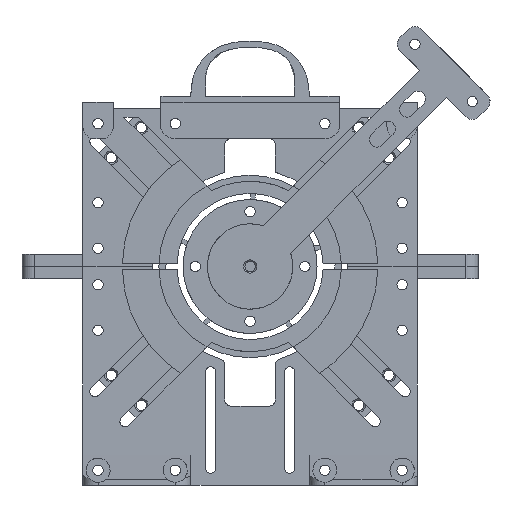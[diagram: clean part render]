
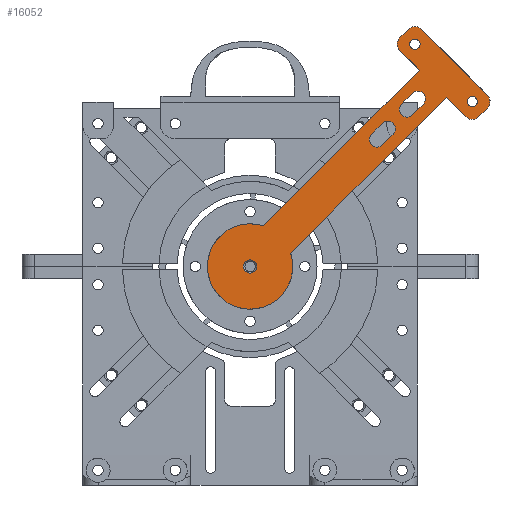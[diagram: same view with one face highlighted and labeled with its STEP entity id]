
A CAD part, front view. The second image highlights one B-rep face of the part: STEP entity #16052.
In plain terms, the highlighted planar face has unit normal (0, -1, 0).
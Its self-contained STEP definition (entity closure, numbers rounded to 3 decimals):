
#515=FACE_BOUND('',#2241,.T.);
#516=FACE_BOUND('',#2242,.T.);
#517=FACE_BOUND('',#2243,.T.);
#518=FACE_BOUND('',#2244,.T.);
#519=FACE_BOUND('',#2245,.T.);
#821=PLANE('',#17486);
#1287=FACE_OUTER_BOUND('',#2240,.T.);
#2240=EDGE_LOOP('',(#11373,#11374,#11375,#11376,#11377,#11378,#11379,#11380,
#11381,#11382,#11383,#11384,#11385));
#2241=EDGE_LOOP('',(#11386,#11387,#11388,#11389));
#2242=EDGE_LOOP('',(#11390,#11391,#11392,#11393));
#2243=EDGE_LOOP('',(#11394));
#2244=EDGE_LOOP('',(#11395));
#2245=EDGE_LOOP('',(#11396));
#3459=LINE('',#24785,#4844);
#3462=LINE('',#24791,#4847);
#3463=LINE('',#24795,#4848);
#3464=LINE('',#24799,#4849);
#3465=LINE('',#24803,#4850);
#3466=LINE('',#24805,#4851);
#3467=LINE('',#24810,#4852);
#3468=LINE('',#24815,#4853);
#3469=LINE('',#24818,#4854);
#3470=LINE('',#24823,#4855);
#3471=LINE('',#24826,#4856);
#4844=VECTOR('',#19720,10.);
#4847=VECTOR('',#19725,10.);
#4848=VECTOR('',#19728,10.);
#4849=VECTOR('',#19731,10.);
#4850=VECTOR('',#19734,10.);
#4851=VECTOR('',#19735,10.);
#4852=VECTOR('',#19740,10.);
#4853=VECTOR('',#19743,10.);
#4854=VECTOR('',#19746,10.);
#4855=VECTOR('',#19749,10.);
#4856=VECTOR('',#19752,10.);
#6185=CIRCLE('',#17484,3.);
#6186=CIRCLE('',#17487,3.);
#6187=CIRCLE('',#17488,3.);
#6188=CIRCLE('',#17489,3.);
#6189=CIRCLE('',#17490,14.025);
#6190=CIRCLE('',#17491,14.025);
#6191=CIRCLE('',#17492,2.5);
#6192=CIRCLE('',#17493,2.5);
#6193=CIRCLE('',#17494,2.5);
#6194=CIRCLE('',#17495,2.5);
#6195=CIRCLE('',#17496,1.7);
#6196=CIRCLE('',#17497,1.7);
#6197=CIRCLE('',#17498,2.2);
#7130=VERTEX_POINT('',#24778);
#7131=VERTEX_POINT('',#24780);
#7132=VERTEX_POINT('',#24784);
#7134=VERTEX_POINT('',#24790);
#7135=VERTEX_POINT('',#24792);
#7136=VERTEX_POINT('',#24794);
#7137=VERTEX_POINT('',#24796);
#7138=VERTEX_POINT('',#24798);
#7139=VERTEX_POINT('',#24800);
#7140=VERTEX_POINT('',#24802);
#7141=VERTEX_POINT('',#24804);
#7142=VERTEX_POINT('',#24806);
#7143=VERTEX_POINT('',#24808);
#7144=VERTEX_POINT('',#24811);
#7145=VERTEX_POINT('',#24812);
#7146=VERTEX_POINT('',#24814);
#7147=VERTEX_POINT('',#24816);
#7148=VERTEX_POINT('',#24819);
#7149=VERTEX_POINT('',#24820);
#7150=VERTEX_POINT('',#24822);
#7151=VERTEX_POINT('',#24824);
#7152=VERTEX_POINT('',#24827);
#7153=VERTEX_POINT('',#24829);
#7154=VERTEX_POINT('',#24831);
#8757=EDGE_CURVE('',#7130,#7131,#6185,.T.);
#8759=EDGE_CURVE('',#7131,#7132,#3459,.T.);
#8762=EDGE_CURVE('',#7134,#7130,#3462,.T.);
#8763=EDGE_CURVE('',#7135,#7134,#6186,.T.);
#8764=EDGE_CURVE('',#7135,#7136,#3463,.T.);
#8765=EDGE_CURVE('',#7137,#7136,#6187,.T.);
#8766=EDGE_CURVE('',#7137,#7138,#3464,.T.);
#8767=EDGE_CURVE('',#7139,#7138,#6188,.T.);
#8768=EDGE_CURVE('',#7139,#7140,#3465,.T.);
#8769=EDGE_CURVE('',#7140,#7141,#3466,.T.);
#8770=EDGE_CURVE('',#7141,#7142,#6189,.T.);
#8771=EDGE_CURVE('',#7142,#7143,#6190,.T.);
#8772=EDGE_CURVE('',#7143,#7132,#3467,.T.);
#8773=EDGE_CURVE('',#7144,#7145,#6191,.T.);
#8774=EDGE_CURVE('',#7145,#7146,#3468,.T.);
#8775=EDGE_CURVE('',#7146,#7147,#6192,.T.);
#8776=EDGE_CURVE('',#7147,#7144,#3469,.T.);
#8777=EDGE_CURVE('',#7148,#7149,#6193,.T.);
#8778=EDGE_CURVE('',#7149,#7150,#3470,.T.);
#8779=EDGE_CURVE('',#7150,#7151,#6194,.T.);
#8780=EDGE_CURVE('',#7151,#7148,#3471,.T.);
#8781=EDGE_CURVE('',#7152,#7152,#6195,.T.);
#8782=EDGE_CURVE('',#7153,#7153,#6196,.T.);
#8783=EDGE_CURVE('',#7154,#7154,#6197,.T.);
#11373=ORIENTED_EDGE('',*,*,#8757,.F.);
#11374=ORIENTED_EDGE('',*,*,#8762,.F.);
#11375=ORIENTED_EDGE('',*,*,#8763,.F.);
#11376=ORIENTED_EDGE('',*,*,#8764,.T.);
#11377=ORIENTED_EDGE('',*,*,#8765,.F.);
#11378=ORIENTED_EDGE('',*,*,#8766,.T.);
#11379=ORIENTED_EDGE('',*,*,#8767,.F.);
#11380=ORIENTED_EDGE('',*,*,#8768,.T.);
#11381=ORIENTED_EDGE('',*,*,#8769,.T.);
#11382=ORIENTED_EDGE('',*,*,#8770,.T.);
#11383=ORIENTED_EDGE('',*,*,#8771,.T.);
#11384=ORIENTED_EDGE('',*,*,#8772,.T.);
#11385=ORIENTED_EDGE('',*,*,#8759,.F.);
#11386=ORIENTED_EDGE('',*,*,#8773,.T.);
#11387=ORIENTED_EDGE('',*,*,#8774,.T.);
#11388=ORIENTED_EDGE('',*,*,#8775,.T.);
#11389=ORIENTED_EDGE('',*,*,#8776,.T.);
#11390=ORIENTED_EDGE('',*,*,#8777,.T.);
#11391=ORIENTED_EDGE('',*,*,#8778,.T.);
#11392=ORIENTED_EDGE('',*,*,#8779,.T.);
#11393=ORIENTED_EDGE('',*,*,#8780,.T.);
#11394=ORIENTED_EDGE('',*,*,#8781,.T.);
#11395=ORIENTED_EDGE('',*,*,#8782,.T.);
#11396=ORIENTED_EDGE('',*,*,#8783,.F.);
#16052=ADVANCED_FACE('',(#1287,#515,#516,#517,#518,#519),#821,.T.);
#17484=AXIS2_PLACEMENT_3D('',#24781,#19715,#19716);
#17486=AXIS2_PLACEMENT_3D('',#24789,#19723,#19724);
#17487=AXIS2_PLACEMENT_3D('',#24793,#19726,#19727);
#17488=AXIS2_PLACEMENT_3D('',#24797,#19729,#19730);
#17489=AXIS2_PLACEMENT_3D('',#24801,#19732,#19733);
#17490=AXIS2_PLACEMENT_3D('',#24807,#19736,#19737);
#17491=AXIS2_PLACEMENT_3D('',#24809,#19738,#19739);
#17492=AXIS2_PLACEMENT_3D('',#24813,#19741,#19742);
#17493=AXIS2_PLACEMENT_3D('',#24817,#19744,#19745);
#17494=AXIS2_PLACEMENT_3D('',#24821,#19747,#19748);
#17495=AXIS2_PLACEMENT_3D('',#24825,#19750,#19751);
#17496=AXIS2_PLACEMENT_3D('',#24828,#19753,#19754);
#17497=AXIS2_PLACEMENT_3D('',#24830,#19755,#19756);
#17498=AXIS2_PLACEMENT_3D('',#24832,#19757,#19758);
#19715=DIRECTION('center_axis',(0.,1.,0.));
#19716=DIRECTION('ref_axis',(0.707,0.,-0.707));
#19720=DIRECTION('',(-1.,0.,0.));
#19723=DIRECTION('center_axis',(0.,-1.,0.));
#19724=DIRECTION('ref_axis',(1.,0.,0.));
#19725=DIRECTION('',(0.,0.,-1.));
#19726=DIRECTION('center_axis',(0.,1.,0.));
#19727=DIRECTION('ref_axis',(0.707,0.,0.707));
#19728=DIRECTION('',(-1.,0.,0.));
#19729=DIRECTION('center_axis',(0.,1.,0.));
#19730=DIRECTION('ref_axis',(-0.707,0.,0.707));
#19731=DIRECTION('',(0.,0.,-1.));
#19732=DIRECTION('center_axis',(0.,1.,0.));
#19733=DIRECTION('ref_axis',(-0.707,0.,-0.707));
#19734=DIRECTION('',(1.,0.,0.));
#19735=DIRECTION('',(0.,0.,-1.));
#19736=DIRECTION('center_axis',(0.,-1.,0.));
#19737=DIRECTION('ref_axis',(1.,0.,0.));
#19738=DIRECTION('center_axis',(0.,-1.,0.));
#19739=DIRECTION('ref_axis',(1.,0.,0.));
#19740=DIRECTION('',(0.,0.,1.));
#19741=DIRECTION('center_axis',(0.,1.,0.));
#19742=DIRECTION('ref_axis',(1.,0.,0.));
#19743=DIRECTION('',(0.,0.,-1.));
#19744=DIRECTION('center_axis',(0.,1.,0.));
#19745=DIRECTION('ref_axis',(-1.,0.,0.));
#19746=DIRECTION('',(0.,0.,1.));
#19747=DIRECTION('center_axis',(0.,1.,0.));
#19748=DIRECTION('ref_axis',(1.,0.,0.));
#19749=DIRECTION('',(0.,0.,-1.));
#19750=DIRECTION('center_axis',(0.,1.,0.));
#19751=DIRECTION('ref_axis',(-1.,0.,0.));
#19752=DIRECTION('',(0.,0.,1.));
#19753=DIRECTION('center_axis',(0.,1.,0.));
#19754=DIRECTION('ref_axis',(1.,0.,0.));
#19755=DIRECTION('center_axis',(0.,1.,0.));
#19756=DIRECTION('ref_axis',(1.,0.,0.));
#19757=DIRECTION('center_axis',(0.,-1.,0.));
#19758=DIRECTION('ref_axis',(1.,0.,0.));
#24778=CARTESIAN_POINT('',(18.35,-13.,88.));
#24780=CARTESIAN_POINT('',(15.35,-13.,85.));
#24781=CARTESIAN_POINT('Origin',(15.35,-13.,88.));
#24784=CARTESIAN_POINT('',(6.35,-13.,85.));
#24785=CARTESIAN_POINT('',(18.35,-13.,85.));
#24789=CARTESIAN_POINT('Origin',(0.,-13.,0.));
#24790=CARTESIAN_POINT('',(18.35,-13.,92.));
#24791=CARTESIAN_POINT('',(18.35,-13.,95.));
#24792=CARTESIAN_POINT('',(15.35,-13.,95.));
#24793=CARTESIAN_POINT('Origin',(15.35,-13.,92.));
#24794=CARTESIAN_POINT('',(-15.35,-13.,95.));
#24795=CARTESIAN_POINT('',(6.35,-13.,95.));
#24796=CARTESIAN_POINT('',(-18.35,-13.,92.));
#24797=CARTESIAN_POINT('Origin',(-15.35,-13.,92.));
#24798=CARTESIAN_POINT('',(-18.35,-13.,88.));
#24799=CARTESIAN_POINT('',(-18.35,-13.,95.));
#24800=CARTESIAN_POINT('',(-15.35,-13.,85.));
#24801=CARTESIAN_POINT('Origin',(-15.35,-13.,88.));
#24802=CARTESIAN_POINT('',(-6.35,-13.,85.));
#24803=CARTESIAN_POINT('',(-18.35,-13.,85.));
#24804=CARTESIAN_POINT('',(-6.35,-13.,12.505));
#24805=CARTESIAN_POINT('',(-6.35,-13.,95.));
#24806=CARTESIAN_POINT('',(13.7,-13.,3.));
#24807=CARTESIAN_POINT('Origin',(0.,-13.,0.));
#24808=CARTESIAN_POINT('',(6.35,-13.,12.505));
#24809=CARTESIAN_POINT('Origin',(0.,-13.,0.));
#24810=CARTESIAN_POINT('',(6.35,-13.,0.));
#24811=CARTESIAN_POINT('',(-2.5,-13.,78.));
#24812=CARTESIAN_POINT('',(2.5,-13.,78.));
#24813=CARTESIAN_POINT('Origin',(0.,-13.,78.));
#24814=CARTESIAN_POINT('',(2.5,-13.,73.));
#24815=CARTESIAN_POINT('',(2.5,-13.,73.));
#24816=CARTESIAN_POINT('',(-2.5,-13.,73.));
#24817=CARTESIAN_POINT('Origin',(0.,-13.,73.));
#24818=CARTESIAN_POINT('',(-2.5,-13.,78.));
#24819=CARTESIAN_POINT('',(-2.5,-13.,64.));
#24820=CARTESIAN_POINT('',(2.5,-13.,64.));
#24821=CARTESIAN_POINT('Origin',(0.,-13.,64.));
#24822=CARTESIAN_POINT('',(2.5,-13.,59.));
#24823=CARTESIAN_POINT('',(2.5,-13.,59.));
#24824=CARTESIAN_POINT('',(-2.5,-13.,59.));
#24825=CARTESIAN_POINT('Origin',(0.,-13.,59.));
#24826=CARTESIAN_POINT('',(-2.5,-13.,64.));
#24827=CARTESIAN_POINT('',(11.65,-13.,90.));
#24828=CARTESIAN_POINT('Origin',(13.35,-13.,90.));
#24829=CARTESIAN_POINT('',(-15.05,-13.,90.));
#24830=CARTESIAN_POINT('Origin',(-13.35,-13.,90.));
#24831=CARTESIAN_POINT('',(-2.2,-13.,0.));
#24832=CARTESIAN_POINT('Origin',(0.,-13.,0.));
